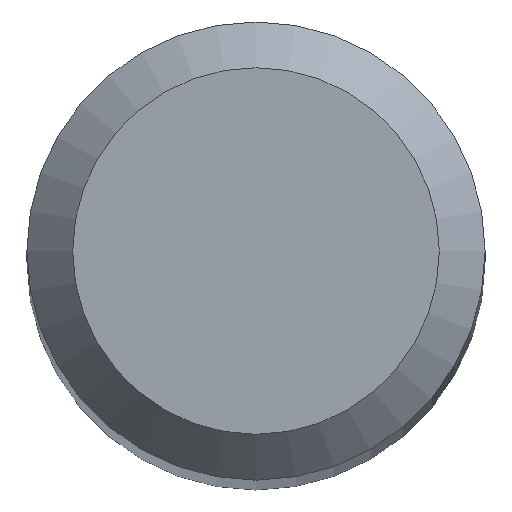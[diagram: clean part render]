
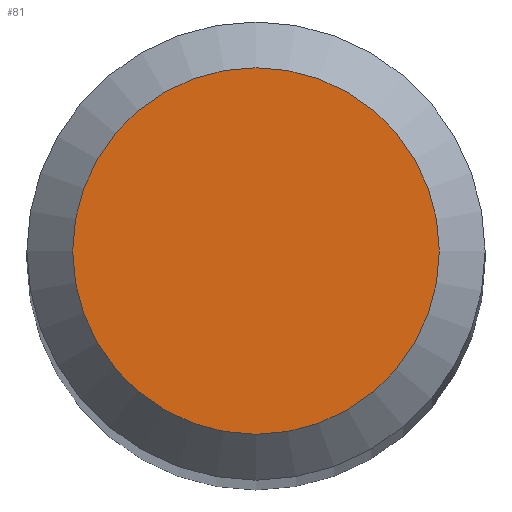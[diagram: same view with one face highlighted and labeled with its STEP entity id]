
A CAD part, top view. The second image highlights one B-rep face of the part: STEP entity #81.
In plain terms, the highlighted planar face has unit normal (0, 0, 1).
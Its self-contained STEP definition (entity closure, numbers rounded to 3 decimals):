
#1 = CIRCLE ( 'NONE', #16, 0.8 ) ;
#4 = DIRECTION ( 'NONE',  ( 0., 0., -1. ) ) ;
#10 = CARTESIAN_POINT ( 'NONE',  ( 0., 0., 32. ) ) ;
#16 = AXIS2_PLACEMENT_3D ( 'NONE', #268, #4, #42 ) ;
#29 = FACE_OUTER_BOUND ( 'NONE', #85, .T. ) ;
#35 = CARTESIAN_POINT ( 'NONE',  ( 0., 0.8, 32. ) ) ;
#42 = DIRECTION ( 'NONE',  ( 0., 1., 0. ) ) ;
#48 = ORIENTED_EDGE ( 'NONE', *, *, #193, .F. ) ;
#74 = DIRECTION ( 'NONE',  ( 0., 1., 0. ) ) ;
#81 = ADVANCED_FACE ( 'NONE', ( #29 ), #113, .F. ) ;
#85 = EDGE_LOOP ( 'NONE', ( #48 ) ) ;
#113 = PLANE ( 'NONE',  #261 ) ;
#136 = VERTEX_POINT ( 'NONE', #35 ) ;
#193 = EDGE_CURVE ( 'NONE', #136, #136, #1, .T. ) ;
#205 = DIRECTION ( 'NONE',  ( 0., 0., -1. ) ) ;
#261 = AXIS2_PLACEMENT_3D ( 'NONE', #10, #205, #74 ) ;
#268 = CARTESIAN_POINT ( 'NONE',  ( 0., 0., 32. ) ) ;
